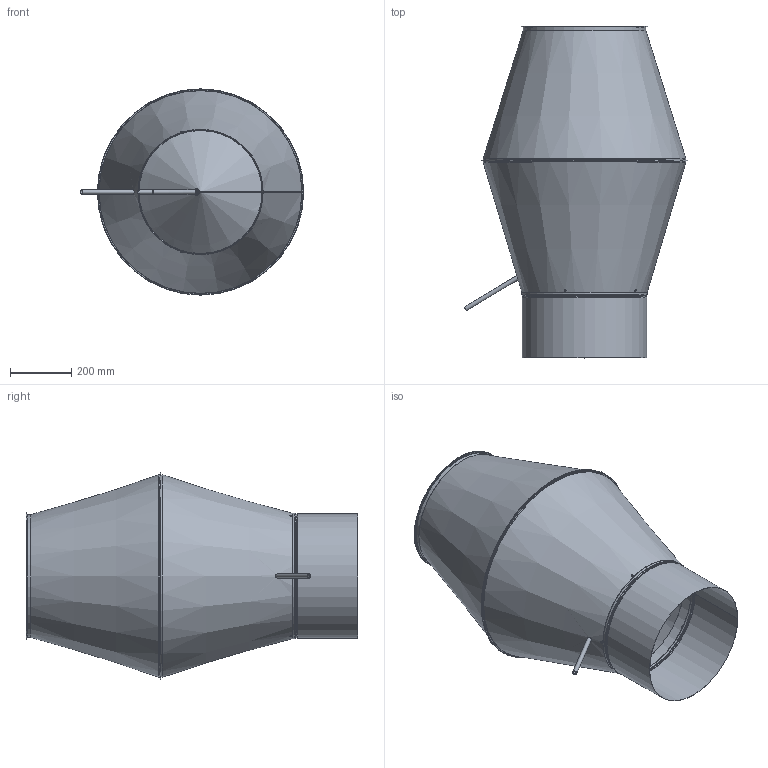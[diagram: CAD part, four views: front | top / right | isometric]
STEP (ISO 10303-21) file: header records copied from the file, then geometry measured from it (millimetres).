
FILE_DESCRIPTION(/* description */ ('Underdel HJHR'),/* implementation_level */ '2;1');
FILE_NAME(/* name */ 'HJHR-07.stp',/* time_stamp */ '2016-05-23T17:26:45+02:00',/* author */ ('CAD'),/* organization */ (''),/* preprocessor_version */ 'ST-DEVELOPER v15.6',/* originating_system */ 'Autodesk Inventor 2015',/* authorisation */ '');
FILE_SCHEMA (('AUTOMOTIVE_DESIGN { 1 0 10303 214 3 1 1 }'));
Length unit declared in the file: millimetre
Products named in the file (10): HJH-AA-16; HJH-AB-13; HJH-AC-07; HJH-AD-07; HML-400; Slang-HJH-400; Slangklämma; BlindnitmutterM6; HNGN-400; HJHR-07
Bounding box: 731.14 x 1086 x 675.4 mm (x, y, z)
Volume: 1704720.7 mm3; surface area: 4701887.2 mm2
Topology: 11 solids, 11 shells, 254 faces, 553 edges, 311 vertices
Faces by surface type: plane 125, cylinder 59, cone 34, torus 30, bspline 6
Full cylindrical faces by diameter (mm): 10 x3, 14 x2, 400.5 x1, 401.5 x1, 401.9 x1, 402.835 x1, 404.235 x1, 406.835 x2, 408.235 x2, 408.7 x1, 410.1 x1, 411.05 x1, 662 x2, 663.4 x2, 664 x1, 672 x1
Entity records: 7141 total; most frequent: CARTESIAN_POINT 1668, DIRECTION 1158, ORIENTED_EDGE 976, EDGE_CURVE 488, AXIS2_PLACEMENT_3D 461, VERTEX_POINT 278, EDGE_LOOP 244, LINE 236
